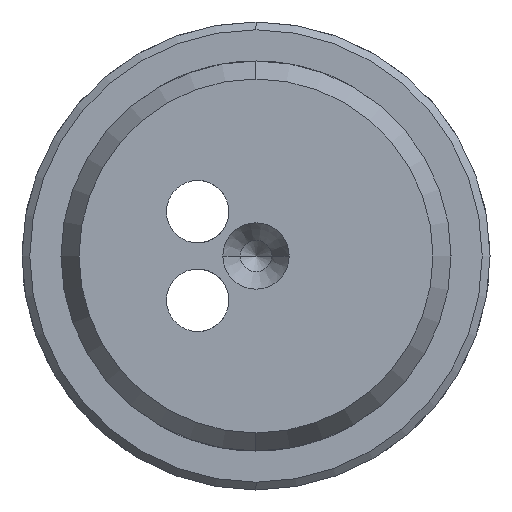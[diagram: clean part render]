
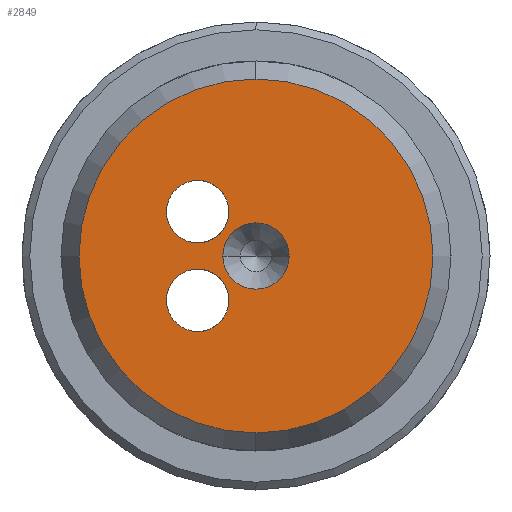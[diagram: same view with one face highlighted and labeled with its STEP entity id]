
A CAD part, left-side view. The second image highlights one B-rep face of the part: STEP entity #2849.
In plain terms, the highlighted planar face has unit normal (-1, 0, 0).
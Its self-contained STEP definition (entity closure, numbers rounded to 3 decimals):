
#72 = EDGE_CURVE ( 'NONE', #525, #3008, #1566, .T. ) ;
#124 = CIRCLE ( 'NONE', #211, 2.125 ) ;
#138 = DIRECTION ( 'NONE',  ( -1., 0., 0. ) ) ;
#195 = AXIS2_PLACEMENT_3D ( 'NONE', #2100, #3151, #804 ) ;
#211 = AXIS2_PLACEMENT_3D ( 'NONE', #3253, #900, #1942 ) ;
#233 = CARTESIAN_POINT ( 'NONE',  ( -129., 3.739, 4.839 ) ) ;
#280 = CIRCLE ( 'NONE', #2195, 2. ) ;
#324 = ORIENTED_EDGE ( 'NONE', *, *, #3349, .T. ) ;
#329 = DIRECTION ( 'NONE',  ( 0., 0., -1. ) ) ;
#386 = CARTESIAN_POINT ( 'NONE',  ( -129., -2.125, 0. ) ) ;
#416 = VERTEX_POINT ( 'NONE', #386 ) ;
#421 = CARTESIAN_POINT ( 'NONE',  ( -129., 0., 0. ) ) ;
#476 = EDGE_LOOP ( 'NONE', ( #3127, #654 ) ) ;
#508 = CARTESIAN_POINT ( 'NONE',  ( -129., 3.739, -4.839 ) ) ;
#525 = VERTEX_POINT ( 'NONE', #233 ) ;
#601 = CIRCLE ( 'NONE', #2523, 2. ) ;
#636 = ORIENTED_EDGE ( 'NONE', *, *, #2612, .T. ) ;
#638 = ORIENTED_EDGE ( 'NONE', *, *, #1996, .F. ) ;
#654 = ORIENTED_EDGE ( 'NONE', *, *, #72, .T. ) ;
#695 = CARTESIAN_POINT ( 'NONE',  ( -129., 0., 0. ) ) ;
#729 = DIRECTION ( 'NONE',  ( 1., 0., 0. ) ) ;
#766 = FACE_BOUND ( 'NONE', #1856, .T. ) ;
#804 = DIRECTION ( 'NONE',  ( 0., 0., 1. ) ) ;
#900 = DIRECTION ( 'NONE',  ( 1., 0., 0. ) ) ;
#925 = DIRECTION ( 'NONE',  ( 0., 0., -1. ) ) ;
#955 = CARTESIAN_POINT ( 'NONE',  ( -129., 0., -11.345 ) ) ;
#961 = AXIS2_PLACEMENT_3D ( 'NONE', #2226, #3279, #925 ) ;
#1018 = FACE_BOUND ( 'NONE', #2069, .T. ) ;
#1033 = CARTESIAN_POINT ( 'NONE',  ( -129., 0., 0. ) ) ;
#1079 = AXIS2_PLACEMENT_3D ( 'NONE', #421, #1461, #2515 ) ;
#1184 = DIRECTION ( 'NONE',  ( 0., 0., 1. ) ) ;
#1194 = AXIS2_PLACEMENT_3D ( 'NONE', #695, #1734, #2780 ) ;
#1409 = AXIS2_PLACEMENT_3D ( 'NONE', #3077, #729, #1771 ) ;
#1461 = DIRECTION ( 'NONE',  ( 1., 0., 0. ) ) ;
#1522 = AXIS2_PLACEMENT_3D ( 'NONE', #1033, #2077, #3128 ) ;
#1566 = CIRCLE ( 'NONE', #1409, 2. ) ;
#1622 = CARTESIAN_POINT ( 'NONE',  ( -129., 3.739, 2.839 ) ) ;
#1666 = CIRCLE ( 'NONE', #195, 2. ) ;
#1698 = EDGE_CURVE ( 'NONE', #2978, #3366, #3014, .T. ) ;
#1716 = CARTESIAN_POINT ( 'NONE',  ( -129., 2.125, 0. ) ) ;
#1734 = DIRECTION ( 'NONE',  ( -1., 0., 0. ) ) ;
#1771 = DIRECTION ( 'NONE',  ( 0., 0., -1. ) ) ;
#1806 = PLANE ( 'NONE',  #961 ) ;
#1810 = CARTESIAN_POINT ( 'NONE',  ( -129., 3.739, 0.839 ) ) ;
#1819 = EDGE_CURVE ( 'NONE', #3008, #525, #601, .T. ) ;
#1856 = EDGE_LOOP ( 'NONE', ( #636, #324 ) ) ;
#1942 = DIRECTION ( 'NONE',  ( 0., 1., 0. ) ) ;
#1975 = VERTEX_POINT ( 'NONE', #1716 ) ;
#1996 = EDGE_CURVE ( 'NONE', #2474, #2435, #280, .T. ) ;
#2043 = CARTESIAN_POINT ( 'NONE',  ( -129., 0., 11.345 ) ) ;
#2055 = FACE_BOUND ( 'NONE', #476, .T. ) ;
#2069 = EDGE_LOOP ( 'NONE', ( #638, #3098 ) ) ;
#2077 = DIRECTION ( 'NONE',  ( -1., 0., 0. ) ) ;
#2100 = CARTESIAN_POINT ( 'NONE',  ( -129., 3.739, -2.839 ) ) ;
#2195 = AXIS2_PLACEMENT_3D ( 'NONE', #2491, #138, #1184 ) ;
#2226 = CARTESIAN_POINT ( 'NONE',  ( -129., 12.5, 0. ) ) ;
#2236 = EDGE_LOOP ( 'NONE', ( #2755, #2777 ) ) ;
#2435 = VERTEX_POINT ( 'NONE', #3343 ) ;
#2474 = VERTEX_POINT ( 'NONE', #508 ) ;
#2491 = CARTESIAN_POINT ( 'NONE',  ( -129., 3.739, -2.839 ) ) ;
#2515 = DIRECTION ( 'NONE',  ( 0., 1., 0. ) ) ;
#2523 = AXIS2_PLACEMENT_3D ( 'NONE', #1622, #2678, #329 ) ;
#2558 = CIRCLE ( 'NONE', #1079, 2.125 ) ;
#2612 = EDGE_CURVE ( 'NONE', #416, #1975, #124, .T. ) ;
#2671 = CIRCLE ( 'NONE', #1194, 11.345 ) ;
#2678 = DIRECTION ( 'NONE',  ( 1., 0., 0. ) ) ;
#2753 = EDGE_CURVE ( 'NONE', #3366, #2978, #2671, .T. ) ;
#2755 = ORIENTED_EDGE ( 'NONE', *, *, #2753, .T. ) ;
#2777 = ORIENTED_EDGE ( 'NONE', *, *, #1698, .T. ) ;
#2780 = DIRECTION ( 'NONE',  ( 0., 0., -1. ) ) ;
#2849 = ADVANCED_FACE ( 'NONE', ( #1018, #2055, #3110, #766 ), #1806, .F. ) ;
#2978 = VERTEX_POINT ( 'NONE', #2043 ) ;
#3008 = VERTEX_POINT ( 'NONE', #1810 ) ;
#3014 = CIRCLE ( 'NONE', #1522, 11.345 ) ;
#3071 = EDGE_CURVE ( 'NONE', #2435, #2474, #1666, .T. ) ;
#3077 = CARTESIAN_POINT ( 'NONE',  ( -129., 3.739, 2.839 ) ) ;
#3098 = ORIENTED_EDGE ( 'NONE', *, *, #3071, .F. ) ;
#3110 = FACE_OUTER_BOUND ( 'NONE', #2236, .T. ) ;
#3127 = ORIENTED_EDGE ( 'NONE', *, *, #1819, .T. ) ;
#3128 = DIRECTION ( 'NONE',  ( 0., 0., -1. ) ) ;
#3151 = DIRECTION ( 'NONE',  ( -1., 0., 0. ) ) ;
#3253 = CARTESIAN_POINT ( 'NONE',  ( -129., 0., 0. ) ) ;
#3279 = DIRECTION ( 'NONE',  ( 1., 0., 0. ) ) ;
#3343 = CARTESIAN_POINT ( 'NONE',  ( -129., 3.739, -0.839 ) ) ;
#3349 = EDGE_CURVE ( 'NONE', #1975, #416, #2558, .T. ) ;
#3366 = VERTEX_POINT ( 'NONE', #955 ) ;
